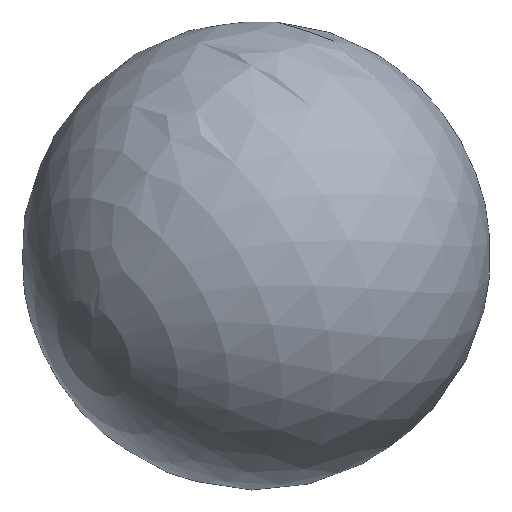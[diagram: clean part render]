
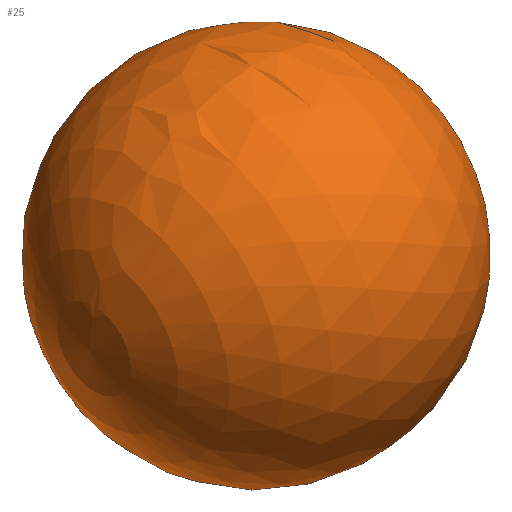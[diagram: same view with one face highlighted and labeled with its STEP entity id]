
A CAD part, isometric view. The second image highlights one B-rep face of the part: STEP entity #25.
In plain terms, the highlighted spherical face has radius 4.5 mm.
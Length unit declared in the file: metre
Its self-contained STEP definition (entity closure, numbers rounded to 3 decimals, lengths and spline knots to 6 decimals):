
#25 = ADVANCED_FACE( '', ( #44, #45 ), #46, .T. );
#44 = FACE_BOUND( '', #55, .T. );
#45 = FACE_BOUND( '', #56, .T. );
#46 = SPHERICAL_SURFACE( '', #57, 0.0045 );
#55 = VERTEX_LOOP( '', #60 );
#56 = VERTEX_LOOP( '', #61 );
#57 = AXIS2_PLACEMENT_3D( '', #62, #63, #64 );
#60 = VERTEX_POINT( '', #66 );
#61 = VERTEX_POINT( '', #67 );
#62 = CARTESIAN_POINT( '', ( 0.062759, 0.15, -0.037332 ) );
#63 = DIRECTION( '', ( 1., 0., 0. ) );
#64 = DIRECTION( '', ( 0., 0., 1. ) );
#66 = CARTESIAN_POINT( '', ( 0.067259, 0.15, -0.037332 ) );
#67 = CARTESIAN_POINT( '', ( 0.058259, 0.15, -0.037332 ) );
